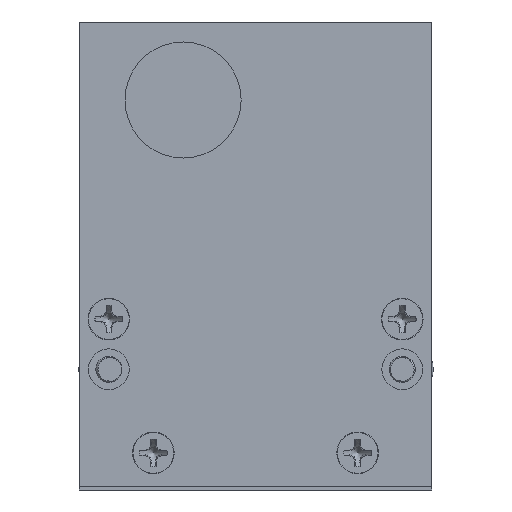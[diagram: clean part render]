
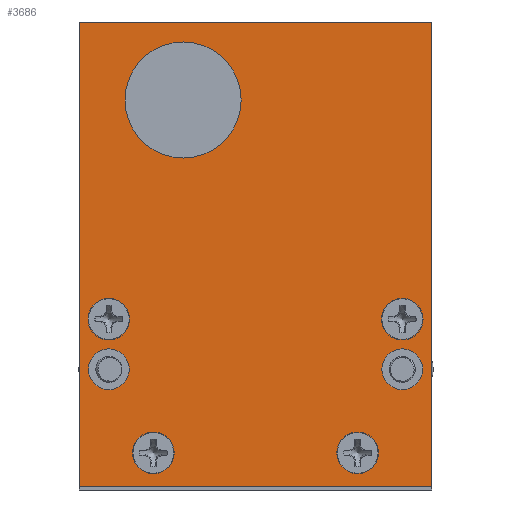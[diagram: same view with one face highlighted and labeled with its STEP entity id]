
A CAD part, front view. The second image highlights one B-rep face of the part: STEP entity #3686.
In plain terms, the highlighted face is planar.
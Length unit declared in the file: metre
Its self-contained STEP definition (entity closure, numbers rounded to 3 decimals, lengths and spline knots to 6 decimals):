
#156=LINE('',#6483,#335);
#160=LINE('',#6491,#339);
#163=LINE('',#6497,#342);
#165=LINE('',#6510,#344);
#335=VECTOR('',#4629,1.);
#339=VECTOR('',#4635,1.);
#342=VECTOR('',#4640,1.);
#344=VECTOR('',#4656,1.);
#1121=ORIENTED_EDGE('',*,*,#2001,.T.);
#1122=ORIENTED_EDGE('',*,*,#2002,.T.);
#1123=ORIENTED_EDGE('',*,*,#2003,.T.);
#1124=ORIENTED_EDGE('',*,*,#2004,.T.);
#1125=ORIENTED_EDGE('',*,*,#1985,.F.);
#1126=ORIENTED_EDGE('',*,*,#1989,.T.);
#1127=ORIENTED_EDGE('',*,*,#1992,.T.);
#1128=ORIENTED_EDGE('',*,*,#1998,.F.);
#1129=ORIENTED_EDGE('',*,*,#1995,.F.);
#1130=ORIENTED_EDGE('',*,*,#1993,.F.);
#1131=ORIENTED_EDGE('',*,*,#1999,.F.);
#1985=EDGE_CURVE('',#2468,#2469,#156,.T.);
#1989=EDGE_CURVE('',#2468,#2471,#160,.T.);
#1992=EDGE_CURVE('',#2471,#2473,#163,.T.);
#1993=EDGE_CURVE('',#2474,#2474,#2801,.T.);
#1995=EDGE_CURVE('',#2476,#2476,#2803,.T.);
#1998=EDGE_CURVE('',#2469,#2473,#165,.T.);
#1999=EDGE_CURVE('',#2478,#2478,#2805,.T.);
#2001=EDGE_CURVE('',#2480,#2480,#2807,.T.);
#2002=EDGE_CURVE('',#2481,#2481,#2808,.T.);
#2003=EDGE_CURVE('',#2482,#2482,#2809,.T.);
#2004=EDGE_CURVE('',#2483,#2483,#2810,.T.);
#2468=VERTEX_POINT('',#6482);
#2469=VERTEX_POINT('',#6484);
#2471=VERTEX_POINT('',#6490);
#2473=VERTEX_POINT('',#6496);
#2474=VERTEX_POINT('',#6500);
#2476=VERTEX_POINT('',#6505);
#2478=VERTEX_POINT('',#6513);
#2480=VERTEX_POINT('',#6518);
#2481=VERTEX_POINT('',#6520);
#2482=VERTEX_POINT('',#6522);
#2483=VERTEX_POINT('',#6524);
#2801=CIRCLE('',#4059,0.001397);
#2803=CIRCLE('',#4062,0.003969);
#2805=CIRCLE('',#4066,0.001397);
#2807=CIRCLE('',#4069,0.001397);
#2808=CIRCLE('',#4070,0.001397);
#2809=CIRCLE('',#4071,0.001397);
#2810=CIRCLE('',#4072,0.001397);
#2998=EDGE_LOOP('',(#1121));
#2999=EDGE_LOOP('',(#1122));
#3000=EDGE_LOOP('',(#1123));
#3001=EDGE_LOOP('',(#1124));
#3002=EDGE_LOOP('',(#1125,#1126,#1127,#1128));
#3003=EDGE_LOOP('',(#1129));
#3004=EDGE_LOOP('',(#1130));
#3005=EDGE_LOOP('',(#1131));
#3300=FACE_BOUND('',#2998,.T.);
#3301=FACE_BOUND('',#2999,.T.);
#3302=FACE_BOUND('',#3000,.T.);
#3303=FACE_BOUND('',#3001,.T.);
#3304=FACE_BOUND('',#3002,.T.);
#3305=FACE_BOUND('',#3003,.T.);
#3306=FACE_BOUND('',#3004,.T.);
#3307=FACE_BOUND('',#3005,.T.);
#3551=PLANE('',#4068);
#3686=ADVANCED_FACE('',(#3300,#3301,#3302,#3303,#3304,#3305,#3306,#3307),
#3551,.T.);
#4059=AXIS2_PLACEMENT_3D('',#6499,#4643,#4644);
#4062=AXIS2_PLACEMENT_3D('',#6504,#4649,#4650);
#4066=AXIS2_PLACEMENT_3D('',#6512,#4659,#4660);
#4068=AXIS2_PLACEMENT_3D('',#6516,#4663,#4664);
#4069=AXIS2_PLACEMENT_3D('',#6517,#4665,#4666);
#4070=AXIS2_PLACEMENT_3D('',#6519,#4667,#4668);
#4071=AXIS2_PLACEMENT_3D('',#6521,#4669,#4670);
#4072=AXIS2_PLACEMENT_3D('',#6523,#4671,#4672);
#4629=DIRECTION('',(0.,-1.,0.));
#4635=DIRECTION('',(-1.,0.,0.));
#4640=DIRECTION('',(0.,-1.,0.));
#4643=DIRECTION('',(0.,0.,1.));
#4644=DIRECTION('',(1.,0.,0.));
#4649=DIRECTION('',(0.,0.,1.));
#4650=DIRECTION('',(1.,0.,0.));
#4656=DIRECTION('',(-1.,0.,0.));
#4659=DIRECTION('',(0.,0.,1.));
#4660=DIRECTION('',(1.,0.,0.));
#4663=DIRECTION('',(0.,0.,1.));
#4664=DIRECTION('',(1.,0.,0.));
#4665=DIRECTION('',(0.,0.,-1.));
#4666=DIRECTION('',(-1.,0.,0.));
#4667=DIRECTION('',(0.,0.,-1.));
#4668=DIRECTION('',(-1.,0.,0.));
#4669=DIRECTION('',(0.,0.,-1.));
#4670=DIRECTION('',(-1.,0.,0.));
#4671=DIRECTION('',(0.,0.,-1.));
#4672=DIRECTION('',(-1.,0.,0.));
#6482=CARTESIAN_POINT('',(0.012065,0.015875,0.001016));
#6483=CARTESIAN_POINT('',(0.012065,0.,0.001016));
#6484=CARTESIAN_POINT('',(0.012065,-0.015875,0.001016));
#6490=CARTESIAN_POINT('',(-0.012065,0.015875,0.001016));
#6491=CARTESIAN_POINT('',(0.,0.015875,0.001016));
#6496=CARTESIAN_POINT('',(-0.012065,-0.015875,0.001016));
#6497=CARTESIAN_POINT('',(-0.012065,0.,0.001016));
#6499=CARTESIAN_POINT('',(-0.010033,-0.007874,0.001016));
#6500=CARTESIAN_POINT('',(-0.008636,-0.007874,0.001016));
#6504=CARTESIAN_POINT('',(-0.004953,0.010541,0.001016));
#6505=CARTESIAN_POINT('',(-0.000984,0.010541,0.001016));
#6510=CARTESIAN_POINT('',(0.,-0.015875,0.001016));
#6512=CARTESIAN_POINT('',(0.010033,-0.007874,0.001016));
#6513=CARTESIAN_POINT('',(0.01143,-0.007874,0.001016));
#6516=CARTESIAN_POINT('',(0.,0.,0.001016));
#6517=CARTESIAN_POINT('',(-0.010033,-0.004445,0.001016));
#6518=CARTESIAN_POINT('',(-0.01143,-0.004445,0.001016));
#6519=CARTESIAN_POINT('',(0.010033,-0.004445,0.001016));
#6520=CARTESIAN_POINT('',(0.008636,-0.004445,0.001016));
#6521=CARTESIAN_POINT('',(0.006985,-0.013589,0.001016));
#6522=CARTESIAN_POINT('',(0.005588,-0.013589,0.001016));
#6523=CARTESIAN_POINT('',(-0.006985,-0.013589,0.001016));
#6524=CARTESIAN_POINT('',(-0.008382,-0.013589,0.001016));
